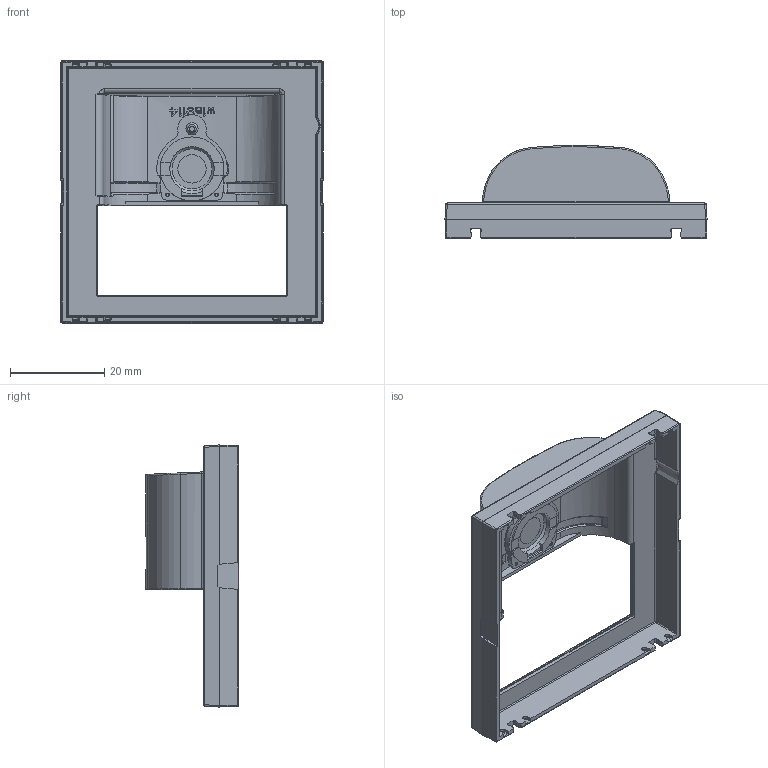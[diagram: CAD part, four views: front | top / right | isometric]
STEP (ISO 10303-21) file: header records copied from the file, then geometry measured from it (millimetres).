
FILE_DESCRIPTION((''),'2;1');
FILE_NAME('WAN7040WG_ASM','2025-04-15T14:35:55',('weberr1'),(''),'CREO PARAMETRIC BY PTC INC, 2023154','CREO PARAMETRIC BY PTC INC, 2023154','');
FILE_SCHEMA(('AP242_MANAGED_MODEL_BASED_3D_ENGINEERING_MIM_LF { 1 0 10303 442 1 1 4 }'));
Length unit declared in the file: millimetre
Products named in the file (5): W1A9114_80; W1E9010-CAP; W1E9010-SILICON; W1E9010_27_ASM; WAN7040WG_ASM
Assembly tree (4 placements, depth 3):
  WAN7040WG_ASM
    W1A9114_80
    W1E9010_27_ASM
      W1E9010-CAP
      W1E9010-SILICON
Bounding box: 55.6 x 19.71 x 55.6 mm (x, y, z)
Volume: 5535.3 mm3; surface area: 9897.3 mm2
Topology: 3 solids, 3 shells, 639 faces, 1695 edges, 1077 vertices
Faces by surface type: plane 307, cylinder 125, bspline 106, cone 71, sphere 16, extrusion 7, torus 7
Entity records: 35784 total; most frequent: CARTESIAN_POINT 15981, ORIENTED_EDGE 3390, DIRECTION 2441, EDGE_CURVE 1695, PRESENTATION_STYLE_ASSIGNMENT 1651, STYLED_ITEM 1651, CURVE_STYLE 1649, VERTEX_POINT 1077
